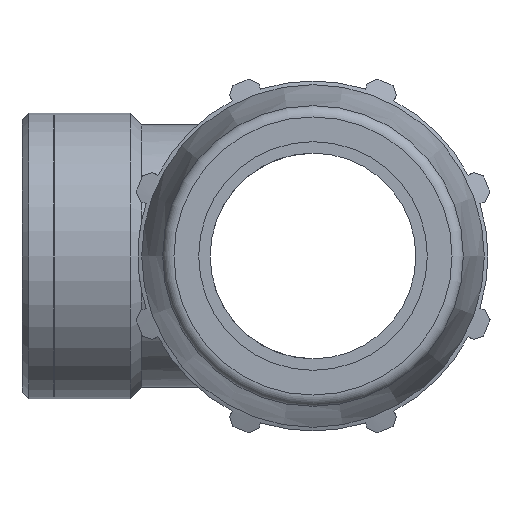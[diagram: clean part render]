
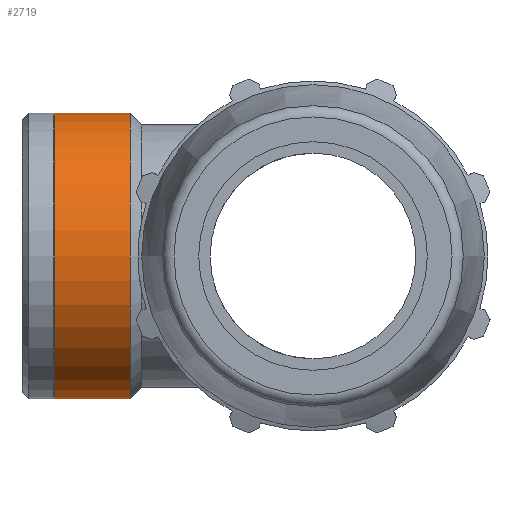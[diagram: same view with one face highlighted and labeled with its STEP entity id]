
A CAD part, left-side view. The second image highlights one B-rep face of the part: STEP entity #2719.
In plain terms, the highlighted cylindrical face has radius 68.795 mm (diameter 137.59 mm), a full revolution.
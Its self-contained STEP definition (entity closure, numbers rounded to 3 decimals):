
#622=FACE_BOUND('',#981,.T.);
#779=FACE_OUTER_BOUND('',#980,.T.);
#980=EDGE_LOOP('',(#2514));
#981=EDGE_LOOP('',(#2515));
#1105=CIRCLE('',#2999,68.795);
#1106=CIRCLE('',#3001,68.795);
#1374=VERTEX_POINT('',#4769);
#1375=VERTEX_POINT('',#4772);
#1755=EDGE_CURVE('',#1374,#1374,#1105,.T.);
#1756=EDGE_CURVE('',#1375,#1375,#1106,.T.);
#2514=ORIENTED_EDGE('',*,*,#1755,.T.);
#2515=ORIENTED_EDGE('',*,*,#1756,.F.);
#2564=CYLINDRICAL_SURFACE('',#3000,68.795);
#2719=ADVANCED_FACE('',(#779,#622),#2564,.T.);
#2999=AXIS2_PLACEMENT_3D('',#4770,#3749,#3750);
#3000=AXIS2_PLACEMENT_3D('',#4771,#3751,#3752);
#3001=AXIS2_PLACEMENT_3D('',#4773,#3753,#3754);
#3749=DIRECTION('center_axis',(0.,1.,0.));
#3750=DIRECTION('ref_axis',(1.,0.,0.));
#3751=DIRECTION('center_axis',(0.,1.,0.));
#3752=DIRECTION('ref_axis',(-1.,0.,0.));
#3753=DIRECTION('center_axis',(0.,1.,0.));
#3754=DIRECTION('ref_axis',(1.,0.,0.));
#4769=CARTESIAN_POINT('',(-68.795,88.,0.));
#4770=CARTESIAN_POINT('Origin',(0.,88.,0.));
#4771=CARTESIAN_POINT('Origin',(0.,106.2,0.));
#4772=CARTESIAN_POINT('',(-68.795,124.4,0.));
#4773=CARTESIAN_POINT('Origin',(0.,124.4,0.));
